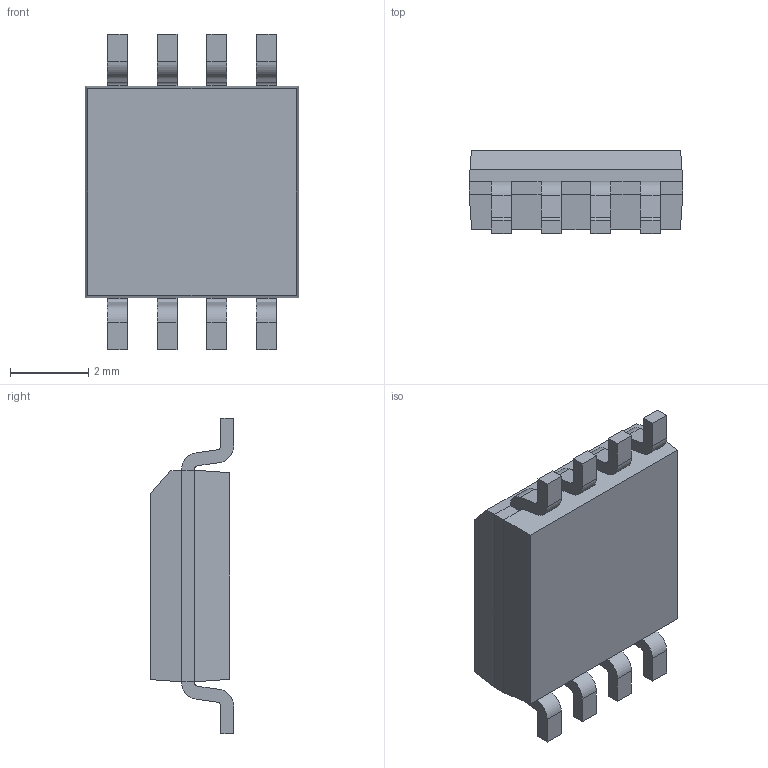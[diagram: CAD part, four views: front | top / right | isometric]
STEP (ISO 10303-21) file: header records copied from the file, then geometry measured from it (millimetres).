
FILE_DESCRIPTION (( 'STEP AP214' ), '1' );
FILE_NAME ('User Library-SOIC8_Wide_5mmx5mm.STEP', '2013-07-01T11:42:29', ( 'Windows User' ), ( '' ), 'SwSTEP 2.0', 'SolidWorks 2013', '' );
FILE_SCHEMA (( 'AUTOMOTIVE_DESIGN' ));
Length unit declared in the file: millimetre
Products named in the file (1): User Library-SOIC8_Wide_5mmx5mm
Bounding box: 5.46 x 2.13 x 8.07 mm (x, y, z)
Volume: 60.9 mm3; surface area: 126.2 mm2
Topology: 1 solids, 1 shells, 192 faces, 506 edges, 324 vertices
Faces by surface type: plane 118, bspline 40, cylinder 34
Entity records: 9539 total; most frequent: CARTESIAN_POINT 3527, ORIENTED_EDGE 1012, DIRECTION 800, EDGE_CURVE 506, VECTOR 358, LINE 358, VERTEX_POINT 324, AXIS2_PLACEMENT_3D 221
